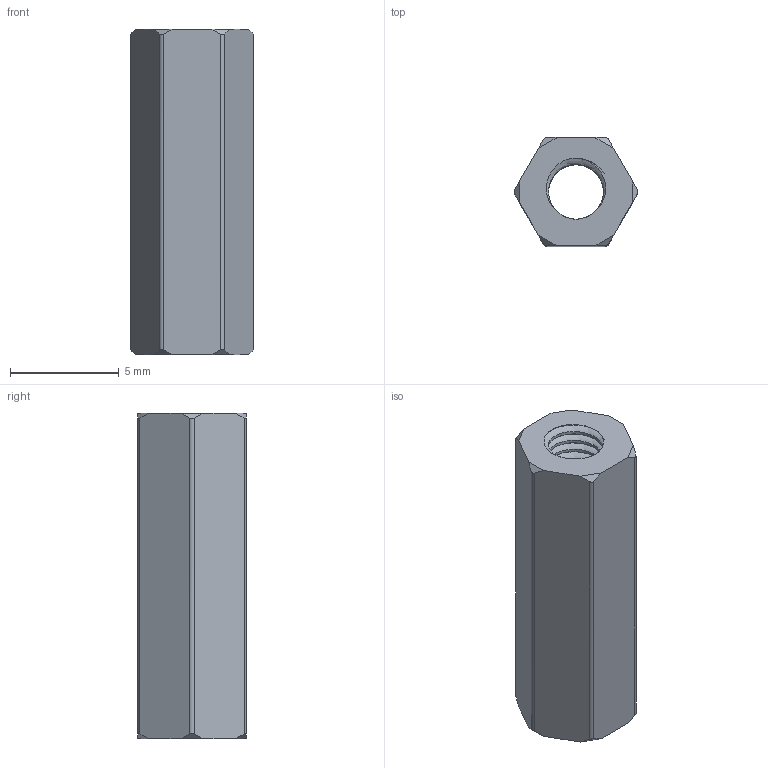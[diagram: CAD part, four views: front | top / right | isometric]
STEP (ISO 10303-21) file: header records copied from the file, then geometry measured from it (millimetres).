
FILE_DESCRIPTION(/* description */ (''),/* implementation_level */ '2;1');
FILE_NAME(/* name */ 'M3x15_Screwed_Spacer_Sleeve_(Standoff).step',/* time_stamp */ '2022-08-23T21:02:45+03:00',/* author */ (''),/* organization */ (''),/* preprocessor_version */ 'ST-DEVELOPER v19',/* originating_system */ 'Autodesk Translation Framework v11.7.0.108',/* authorisation */ '');
FILE_SCHEMA (('AUTOMOTIVE_DESIGN { 1 0 10303 214 3 1 1 }'));
Length unit declared in the file: millimetre
Products named in the file (1): Spacing sleeve TDYSFF M3
Bounding box: 5.71 x 5 x 15 mm (x, y, z)
Volume: 234.6 mm3; surface area: 503.1 mm2
Topology: 1 solids, 1 shells, 92 faces, 270 edges, 180 vertices
Faces by surface type: cylinder 68, plane 20, bspline 4
Full cylindrical faces by diameter (mm): 2.529 x14, 3.086 x8
Entity records: 6735 total; most frequent: CARTESIAN_POINT 4504, ORIENTED_EDGE 540, DIRECTION 330, EDGE_CURVE 270, VERTEX_POINT 180, B_SPLINE_CURVE_WITH_KNOTS 134, LINE 120, VECTOR 120
